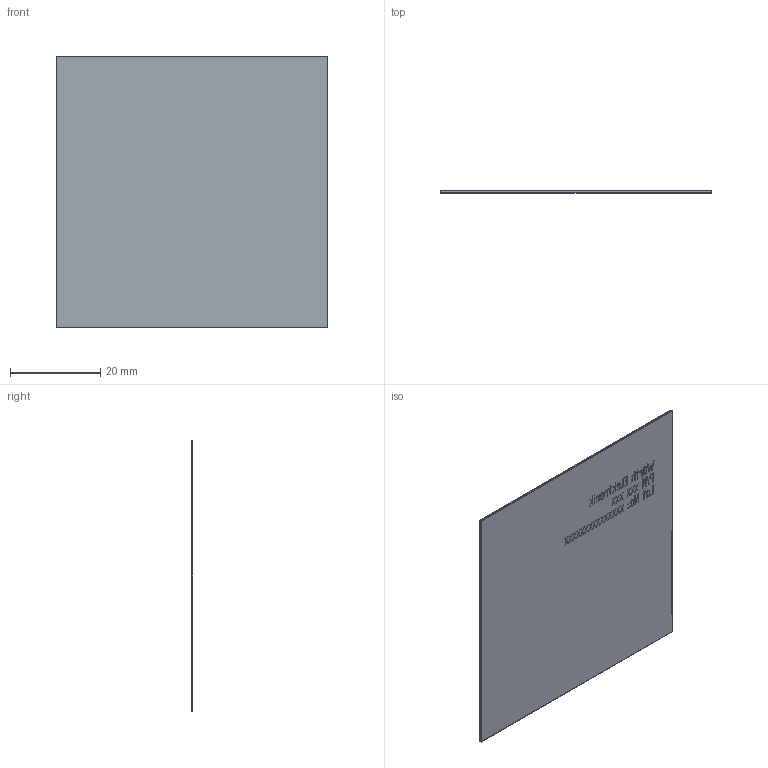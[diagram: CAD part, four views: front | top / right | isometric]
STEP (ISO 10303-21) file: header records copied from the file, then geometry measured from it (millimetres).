
FILE_DESCRIPTION( ( 'Unknown' ), '1' );
FILE_NAME( 'WE-FSFS_60x60x0,3.stp', 'Unknown', ( 'Unknown' ), ( 'Unknown' ), 'PSStep 14.0', 'Unknown', ' ' );
FILE_SCHEMA( ( 'AUTOMOTIVE_DESIGN { 1 0 10303 214 1 1 1 1 }' ) );
Length unit declared in the file: millimetre
Products named in the file (10): Assem1; Ferrite_60x60x0,3mm; Adhesive Tape_60x60; Release Tape_60x60; PET-Film_60x60
Bounding box: 60 x 0.41 x 60 mm (x, y, z)
Surface area: 57694.2 mm2
Topology: 18 solids, 18 shells, 980 faces, 2832 edges, 1888 vertices
Faces by surface type: plane 928, extrusion 52
Entity records: 20574 total; most frequent: CARTESIAN_POINT 4416, ORIENTED_EDGE 2820, DIRECTION 1902, EDGE_CURVE 1410, VECTOR 954, VERTEX_POINT 944, LINE 928, EDGE_LOOP 596
